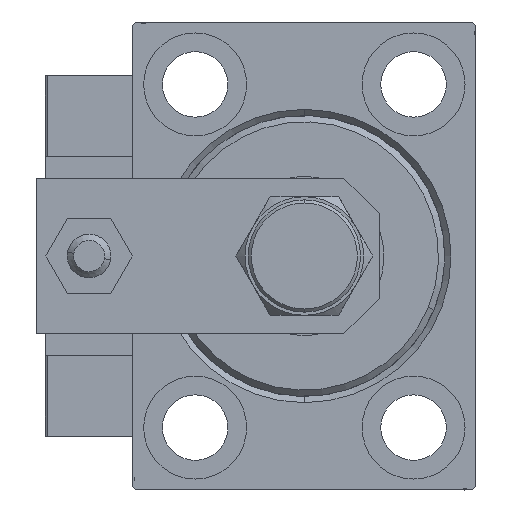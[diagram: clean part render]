
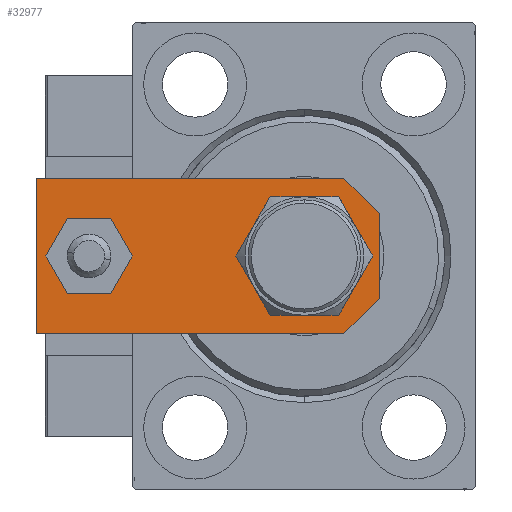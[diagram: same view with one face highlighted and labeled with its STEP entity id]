
A CAD part, left-side view. The second image highlights one B-rep face of the part: STEP entity #32977.
In plain terms, the highlighted face is planar.
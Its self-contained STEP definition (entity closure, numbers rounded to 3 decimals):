
#76 = DIRECTION ( 'NONE',  ( 0., 0., 1. ) ) ;
#273 = DIRECTION ( 'NONE',  ( 1., 0., 0. ) ) ;
#588 = ORIENTED_EDGE ( 'NONE', *, *, #43198, .T. ) ;
#1556 = AXIS2_PLACEMENT_3D ( 'NONE', #35853, #7821, #12792 ) ;
#1681 = DIRECTION ( 'NONE',  ( 1., 0., 0. ) ) ;
#4220 = ORIENTED_EDGE ( 'NONE', *, *, #9797, .T. ) ;
#4434 = DIRECTION ( 'NONE',  ( 0., 0., 1. ) ) ;
#5698 = VERTEX_POINT ( 'NONE', #30640 ) ;
#6128 = DIRECTION ( 'NONE',  ( 0., 0., 1. ) ) ;
#6793 = AXIS2_PLACEMENT_3D ( 'NONE', #39053, #6128, #1681 ) ;
#7398 = AXIS2_PLACEMENT_3D ( 'NONE', #35902, #12065, #273 ) ;
#7435 = VECTOR ( 'NONE', #14298, 1000. ) ;
#7821 = DIRECTION ( 'NONE',  ( 0., 0., 1. ) ) ;
#7990 = ORIENTED_EDGE ( 'NONE', *, *, #16808, .T. ) ;
#8366 = FACE_BOUND ( 'NONE', #10665, .T. ) ;
#8520 = ORIENTED_EDGE ( 'NONE', *, *, #13691, .F. ) ;
#8737 = CARTESIAN_POINT ( 'NONE',  ( 12.5, 5.66, 6. ) ) ;
#9238 = EDGE_CURVE ( 'NONE', #27848, #49237, #18274, .T. ) ;
#9483 = LINE ( 'NONE', #25180, #37710 ) ;
#9573 = CARTESIAN_POINT ( 'NONE',  ( 6.84, 0., 6. ) ) ;
#9744 = DIRECTION ( 'NONE',  ( -1., 0., 0. ) ) ;
#9797 = EDGE_CURVE ( 'NONE', #12927, #17766, #14036, .T. ) ;
#10665 = EDGE_LOOP ( 'NONE', ( #8520, #37130 ) ) ;
#11894 = CARTESIAN_POINT ( 'NONE',  ( -6.84, 0., 6. ) ) ;
#12065 = DIRECTION ( 'NONE',  ( 0., 0., 1. ) ) ;
#12517 = ORIENTED_EDGE ( 'NONE', *, *, #17955, .T. ) ;
#12792 = DIRECTION ( 'NONE',  ( 1., 0., 0. ) ) ;
#12927 = VERTEX_POINT ( 'NONE', #11894 ) ;
#13542 = CARTESIAN_POINT ( 'NONE',  ( -4., 46.5, 6. ) ) ;
#13691 = EDGE_CURVE ( 'NONE', #49237, #27848, #24130, .T. ) ;
#14036 = LINE ( 'NONE', #30006, #7435 ) ;
#14298 = DIRECTION ( 'NONE',  ( 1., 0., 0. ) ) ;
#16087 = CARTESIAN_POINT ( 'NONE',  ( -8.25, 12., 6. ) ) ;
#16808 = EDGE_CURVE ( 'NONE', #17766, #24659, #40479, .T. ) ;
#17091 = LINE ( 'NONE', #25714, #43583 ) ;
#17145 = VERTEX_POINT ( 'NONE', #27802 ) ;
#17217 = EDGE_LOOP ( 'NONE', ( #35977, #36181 ) ) ;
#17766 = VERTEX_POINT ( 'NONE', #9573 ) ;
#17877 = DIRECTION ( 'NONE',  ( 0.707, 0.707, 0. ) ) ;
#17955 = EDGE_CURVE ( 'NONE', #48227, #21470, #17091, .T. ) ;
#18008 = EDGE_CURVE ( 'NONE', #17145, #48227, #9483, .T. ) ;
#18274 = CIRCLE ( 'NONE', #7398, 8.25 ) ;
#19043 = CARTESIAN_POINT ( 'NONE',  ( 8.25, 12., 6. ) ) ;
#19387 = FACE_BOUND ( 'NONE', #17217, .T. ) ;
#19693 = AXIS2_PLACEMENT_3D ( 'NONE', #35701, #76, #48024 ) ;
#20005 = EDGE_CURVE ( 'NONE', #5698, #23154, #29375, .T. ) ;
#20519 = CARTESIAN_POINT ( 'NONE',  ( -3.42, -3.42, 6. ) ) ;
#21470 = VERTEX_POINT ( 'NONE', #23746 ) ;
#22228 = CARTESIAN_POINT ( 'NONE',  ( -12.5, 55., 6. ) ) ;
#23154 = VERTEX_POINT ( 'NONE', #13542 ) ;
#23676 = VECTOR ( 'NONE', #51708, 1000. ) ;
#23746 = CARTESIAN_POINT ( 'NONE',  ( -12.5, 5.66, 6. ) ) ;
#24021 = DIRECTION ( 'NONE',  ( 0., 1., 0. ) ) ;
#24130 = CIRCLE ( 'NONE', #1556, 8.25 ) ;
#24659 = VERTEX_POINT ( 'NONE', #8737 ) ;
#24754 = CARTESIAN_POINT ( 'NONE',  ( 3.42, -3.42, 6. ) ) ;
#25180 = CARTESIAN_POINT ( 'NONE',  ( 12.5, 55., 6. ) ) ;
#25714 = CARTESIAN_POINT ( 'NONE',  ( -12.5, 55., 6. ) ) ;
#27176 = EDGE_CURVE ( 'NONE', #21470, #12927, #35728, .T. ) ;
#27696 = EDGE_LOOP ( 'NONE', ( #12517, #28124, #4220, #7990, #588, #47028 ) ) ;
#27802 = CARTESIAN_POINT ( 'NONE',  ( 12.5, 55., 6. ) ) ;
#27848 = VERTEX_POINT ( 'NONE', #19043 ) ;
#28124 = ORIENTED_EDGE ( 'NONE', *, *, #27176, .T. ) ;
#29375 = CIRCLE ( 'NONE', #6793, 4. ) ;
#30006 = CARTESIAN_POINT ( 'NONE',  ( -12.5, 0., 6. ) ) ;
#30640 = CARTESIAN_POINT ( 'NONE',  ( 4., 46.5, 6. ) ) ;
#31450 = PLANE ( 'NONE',  #45209 ) ;
#31898 = LINE ( 'NONE', #44711, #33771 ) ;
#32977 = ADVANCED_FACE ( 'NONE', ( #19387, #44256, #8366 ), #31450, .T. ) ;
#33771 = VECTOR ( 'NONE', #24021, 1000. ) ;
#33962 = CIRCLE ( 'NONE', #19693, 4. ) ;
#35373 = DIRECTION ( 'NONE',  ( 1., 0., 0. ) ) ;
#35701 = CARTESIAN_POINT ( 'NONE',  ( 0., 46.5, 6. ) ) ;
#35728 = LINE ( 'NONE', #20519, #23676 ) ;
#35853 = CARTESIAN_POINT ( 'NONE',  ( 0., 12., 6. ) ) ;
#35902 = CARTESIAN_POINT ( 'NONE',  ( 0., 12., 6. ) ) ;
#35977 = ORIENTED_EDGE ( 'NONE', *, *, #48707, .F. ) ;
#36181 = ORIENTED_EDGE ( 'NONE', *, *, #20005, .F. ) ;
#37130 = ORIENTED_EDGE ( 'NONE', *, *, #9238, .F. ) ;
#37710 = VECTOR ( 'NONE', #9744, 1000. ) ;
#39053 = CARTESIAN_POINT ( 'NONE',  ( 0., 46.5, 6. ) ) ;
#40323 = CARTESIAN_POINT ( 'NONE',  ( 0., 0., 6. ) ) ;
#40479 = LINE ( 'NONE', #24754, #45154 ) ;
#40907 = DIRECTION ( 'NONE',  ( 0., -1., 0. ) ) ;
#43198 = EDGE_CURVE ( 'NONE', #24659, #17145, #31898, .T. ) ;
#43583 = VECTOR ( 'NONE', #40907, 1000. ) ;
#44256 = FACE_OUTER_BOUND ( 'NONE', #27696, .T. ) ;
#44711 = CARTESIAN_POINT ( 'NONE',  ( 12.5, 0., 6. ) ) ;
#45154 = VECTOR ( 'NONE', #17877, 1000. ) ;
#45209 = AXIS2_PLACEMENT_3D ( 'NONE', #40323, #4434, #35373 ) ;
#47028 = ORIENTED_EDGE ( 'NONE', *, *, #18008, .T. ) ;
#48024 = DIRECTION ( 'NONE',  ( 1., 0., 0. ) ) ;
#48227 = VERTEX_POINT ( 'NONE', #22228 ) ;
#48707 = EDGE_CURVE ( 'NONE', #23154, #5698, #33962, .T. ) ;
#49237 = VERTEX_POINT ( 'NONE', #16087 ) ;
#51708 = DIRECTION ( 'NONE',  ( 0.707, -0.707, 0. ) ) ;
